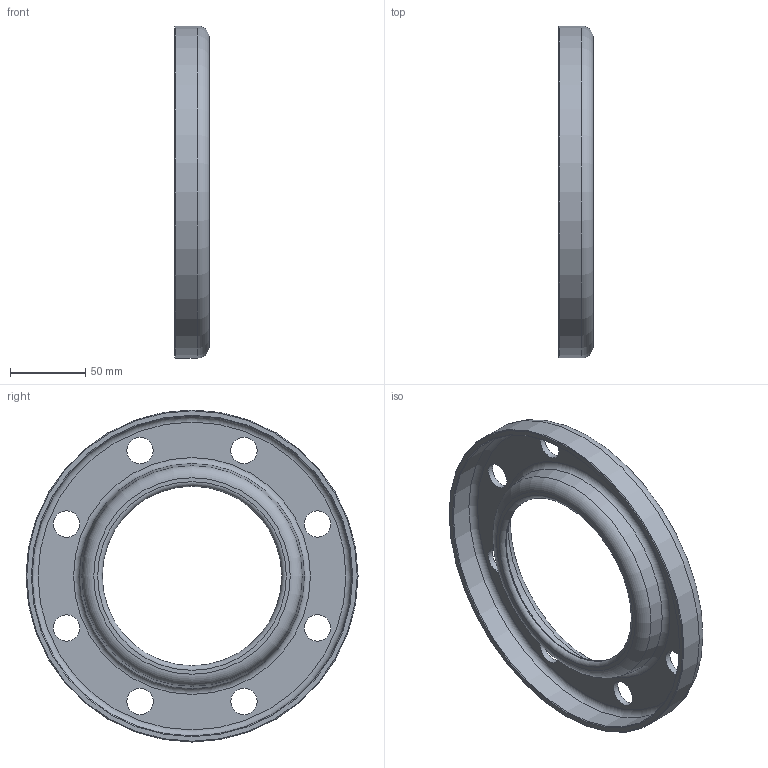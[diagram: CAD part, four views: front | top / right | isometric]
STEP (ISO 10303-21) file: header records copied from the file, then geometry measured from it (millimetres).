
FILE_DESCRIPTION (( 'STEP AP214' ), '1' );
FILE_NAME ('LF-114-GPR-1 Los Flansch Blech heco.STEP', '2015-05-12T07:50:01', ( 'test' ), ( '' ), 'SwSTEP 2.0', 'SolidWorks 2011', '' );
FILE_SCHEMA (( 'AUTOMOTIVE_DESIGN' ));
Length unit declared in the file: millimetre
Products named in the file (1): LF-114-GPR-1 Los Flansch Blech heco
Bounding box: 23 x 220 x 220 mm (x, y, z)
Volume: 166194.3 mm3; surface area: 88663.9 mm2
Topology: 1 solids, 1 shells, 199 faces, 512 edges, 339 vertices
Faces by surface type: plane 121, bspline 55, cylinder 11, torus 7, cone 5
Full cylindrical faces by diameter (mm): 17.5 x8, 119 x1, 212 x1, 220 x1
Entity records: 11037 total; most frequent: CARTESIAN_POINT 4381, ORIENTED_EDGE 972, DIRECTION 702, EDGE_CURVE 486, LINE 340, VECTOR 340, VERTEX_POINT 336, EDGE_LOOP 264
